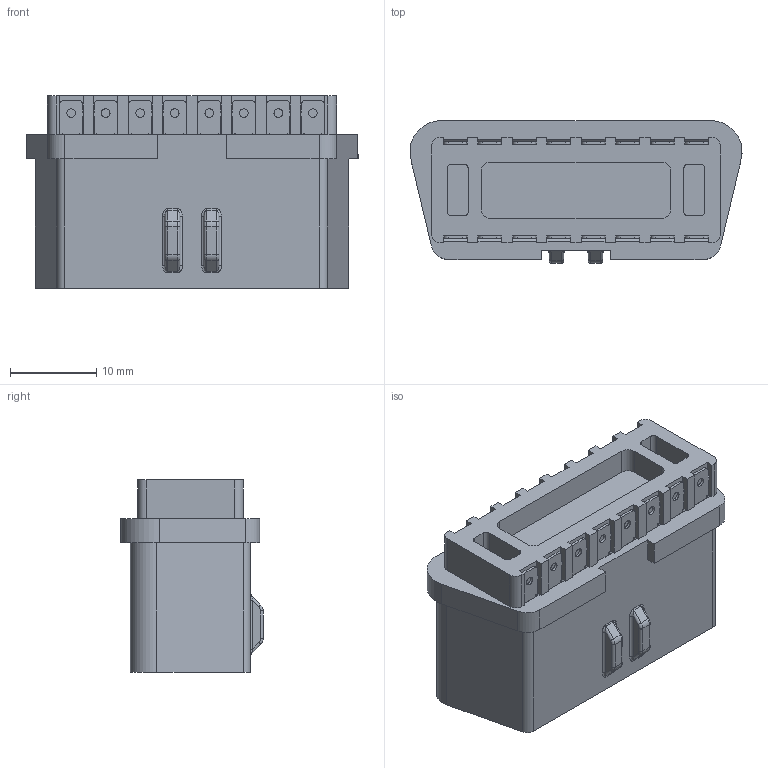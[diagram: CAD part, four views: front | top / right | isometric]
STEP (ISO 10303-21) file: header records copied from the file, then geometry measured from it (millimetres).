
FILE_DESCRIPTION((''),'2;1');
FILE_NAME('PRT0002','2024-05-30T',('gongchengVI'),(''),'PRO/ENGINEER BY PARAMETRIC TECHNOLOGY CORPORATION, 2010280','PRO/ENGINEER BY PARAMETRIC TECHNOLOGY CORPORATION, 2010280','');
FILE_SCHEMA(('CONFIG_CONTROL_DESIGN'));
Products named in the file (1): PRT0002
Bounding box: 38.48 x 16.5 x 22.3 mm (x, y, z)
Surface area: 19399.4 mm2 (no closed solid volume)
Topology: 0 solids, 42 shells, 3467 faces, 9564 edges, 6208 vertices
Faces by surface type: plane 2351, cylinder 1096, bspline 8, torus 8, cone 4
Entity records: 111313 total; most frequent: CARTESIAN_POINT 21915, ORIENTED_EDGE 19128, DIRECTION 18102, EDGE_CURVE 9564, VECTOR 7112, LINE 7112, VERTEX_POINT 6208, AXIS2_PLACEMENT_3D 5495
